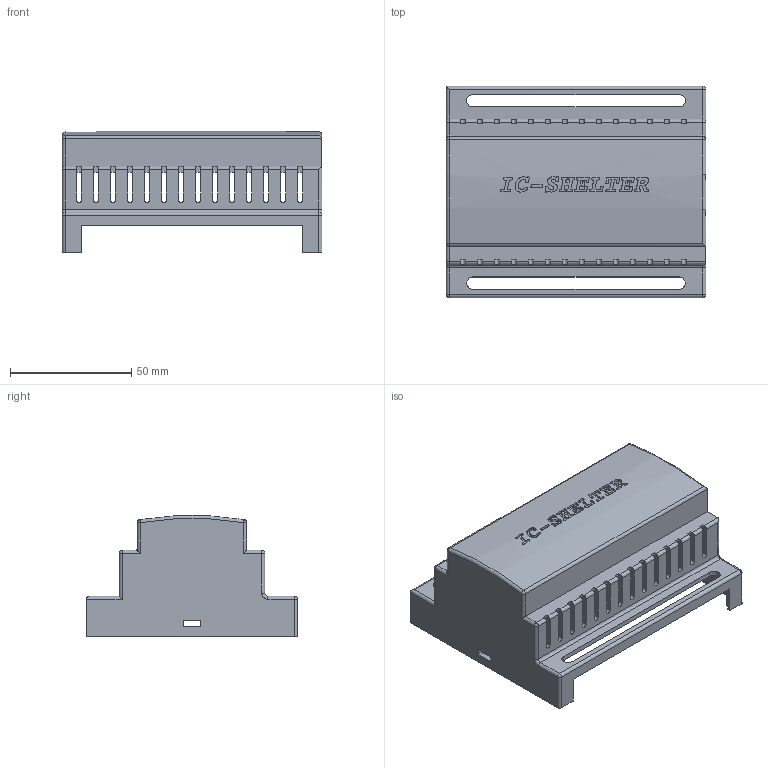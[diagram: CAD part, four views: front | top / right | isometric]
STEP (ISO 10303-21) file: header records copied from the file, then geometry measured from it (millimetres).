
FILE_DESCRIPTION(/* description */ (''),/* implementation_level */ '2;1');
FILE_NAME(/* name */ 'db298f15-641f-4cfa-9fc1-347b042ba99a.stp',/* time_stamp */ '2021-12-13T02:43:53+00:00',/* author */ (''),/* organization */ (''),/* preprocessor_version */ 'ST-DEVELOPER v18.1',/* originating_system */ 'Autodesk Translation Framework v10.10.0.1391',/* authorisation */ '');
FILE_SCHEMA (('AUTOMOTIVE_DESIGN { 1 0 10303 214 3 1 1 }'));
Length unit declared in the file: millimetre
Products named in the file (1): Top Metalic Box
Bounding box: 107 x 87 x 49.97 mm (x, y, z)
Volume: 41651.4 mm3; surface area: 45371.9 mm2
Topology: 1 solids, 1 shells, 545 faces, 1634 edges, 1032 vertices
Faces by surface type: plane 246, bspline 150, cylinder 118, sphere 19, torus 12
Entity records: 28329 total; most frequent: CARTESIAN_POINT 14434, ORIENTED_EDGE 3240, DIRECTION 2404, EDGE_CURVE 1620, LINE 1034, VECTOR 1034, VERTEX_POINT 1032, AXIS2_PLACEMENT_3D 685
